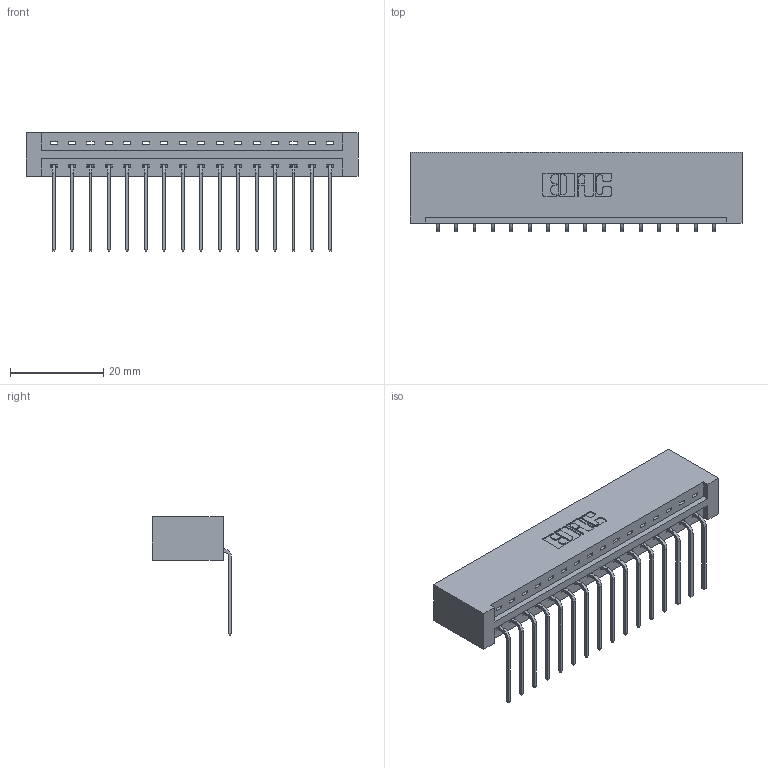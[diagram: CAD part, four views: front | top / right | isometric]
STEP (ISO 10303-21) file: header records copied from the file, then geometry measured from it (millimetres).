
FILE_DESCRIPTION (( 'STEP AP203' ), '1' );
FILE_NAME ('337-016-559-101.STEP', '2019-09-28T18:07:12', ( '' ), ( '' ), 'SwSTEP 2.0', 'SolidWorks 2016', '' );
FILE_SCHEMA (( 'CONFIG_CONTROL_DESIGN' ));
Length unit declared in the file: inch
Products named in the file (3): 337-016-559-101; 345-292-001_558 559 Tail - 1; 337 Part_No Mounting Lugs
Assembly tree (17 placements, depth 2):
  337-016-559-101
    337 Part_No Mounting Lugs
    345-292-001_558 559 Tail - 1  x16
Bounding box: 71.27 x 17.09 x 25.53 mm (x, y, z)
Volume: 7874.2 mm3; surface area: 8301.5 mm2
Topology: 17 solids, 17 shells, 1130 faces, 3391 edges, 2238 vertices
Faces by surface type: plane 834, cylinder 296
Entity records: 15063 total; most frequent: CARTESIAN_POINT 2630, ORIENTED_EDGE 2582, DIRECTION 2259, EDGE_CURVE 1291, VECTOR 1171, LINE 1171, VERTEX_POINT 858, AXIS2_PLACEMENT_3D 544
